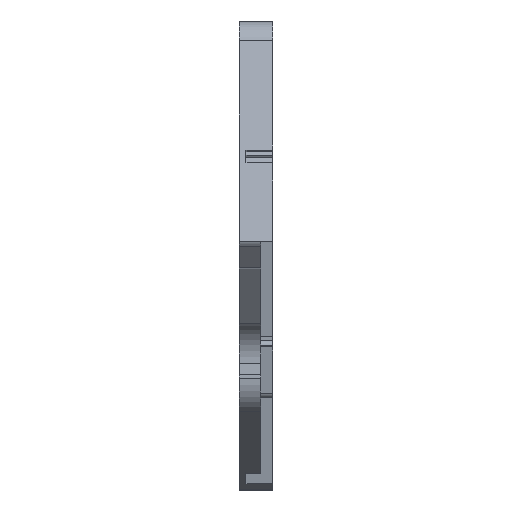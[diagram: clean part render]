
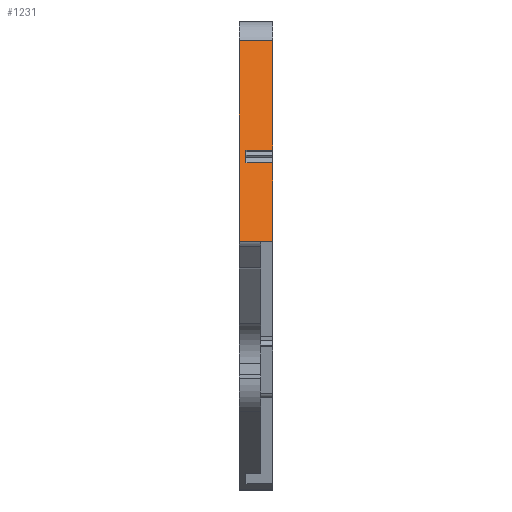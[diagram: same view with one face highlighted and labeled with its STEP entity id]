
A CAD part, top view. The second image highlights one B-rep face of the part: STEP entity #1231.
In plain terms, the highlighted planar face has unit normal (0, 0.287, 0.958).
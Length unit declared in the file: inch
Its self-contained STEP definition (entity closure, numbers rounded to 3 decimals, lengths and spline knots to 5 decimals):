
#1 = DIRECTION ( 'NONE',  ( 0., 0.958, -0.287 ) ) ;
#21 = DIRECTION ( 'NONE',  ( 0., -0.958, 0.287 ) ) ;
#150 = DIRECTION ( 'NONE',  ( -1., 0., 0. ) ) ;
#208 = LINE ( 'NONE', #1876, #3069 ) ;
#249 = EDGE_LOOP ( 'NONE', ( #939, #1720, #848, #1794, #2761, #3860, #1122, #3459 ) ) ;
#331 = CARTESIAN_POINT ( 'NONE',  ( 0.5, -1.15378, -3.85259 ) ) ;
#334 = LINE ( 'NONE', #4097, #2173 ) ;
#368 = DIRECTION ( 'NONE',  ( 0., 0.958, -0.287 ) ) ;
#566 = PLANE ( 'NONE',  #3422 ) ;
#657 = EDGE_CURVE ( 'NONE', #3207, #4024, #208, .T. ) ;
#702 = VERTEX_POINT ( 'NONE', #958 ) ;
#716 = EDGE_CURVE ( 'NONE', #3357, #3207, #3490, .T. ) ;
#848 = ORIENTED_EDGE ( 'NONE', *, *, #716, .T. ) ;
#939 = ORIENTED_EDGE ( 'NONE', *, *, #2975, .F. ) ;
#958 = CARTESIAN_POINT ( 'NONE',  ( 0., 24.07936, -11.40946 ) ) ;
#1122 = ORIENTED_EDGE ( 'NONE', *, *, #3656, .T. ) ;
#1180 = VERTEX_POINT ( 'NONE', #1906 ) ;
#1193 = VECTOR ( 'NONE', #150, 39.37008 ) ;
#1231 = ADVANCED_FACE ( 'NONE', ( #3532 ), #566, .T. ) ;
#1279 = CARTESIAN_POINT ( 'NONE',  ( 0.5, 21.0685, -10.50776 ) ) ;
#1430 = EDGE_CURVE ( 'NONE', #4024, #4365, #3917, .T. ) ;
#1663 = CARTESIAN_POINT ( 'NONE',  ( 0.5, 24.07936, -11.40946 ) ) ;
#1720 = ORIENTED_EDGE ( 'NONE', *, *, #2193, .F. ) ;
#1794 = ORIENTED_EDGE ( 'NONE', *, *, #657, .T. ) ;
#1876 = CARTESIAN_POINT ( 'NONE',  ( 0.5, 22.24811, -10.86103 ) ) ;
#1906 = CARTESIAN_POINT ( 'NONE',  ( 0., 21.0685, -10.50776 ) ) ;
#1960 = LINE ( 'NONE', #4145, #3484 ) ;
#2011 = VECTOR ( 'NONE', #368, 39.37008 ) ;
#2085 = LINE ( 'NONE', #2186, #1193 ) ;
#2173 = VECTOR ( 'NONE', #3673, 39.37008 ) ;
#2186 = CARTESIAN_POINT ( 'NONE',  ( 0.5, 21.0685, -10.50776 ) ) ;
#2193 = EDGE_CURVE ( 'NONE', #3357, #1180, #2085, .T. ) ;
#2452 = CARTESIAN_POINT ( 'NONE',  ( 0.5, -1.15378, -3.85259 ) ) ;
#2490 = DIRECTION ( 'NONE',  ( -1., 0., 0. ) ) ;
#2541 = CARTESIAN_POINT ( 'NONE',  ( 0.5, -1.15378, -3.85259 ) ) ;
#2629 = DIRECTION ( 'NONE',  ( -1., 0., 0. ) ) ;
#2682 = EDGE_CURVE ( 'NONE', #3935, #702, #4186, .T. ) ;
#2761 = ORIENTED_EDGE ( 'NONE', *, *, #1430, .T. ) ;
#2932 = CARTESIAN_POINT ( 'NONE',  ( 0.5, 22.44046, -10.91864 ) ) ;
#2957 = CARTESIAN_POINT ( 'NONE',  ( 0.5, 24.07936, -11.40946 ) ) ;
#2975 = EDGE_CURVE ( 'NONE', #1180, #702, #1960, .T. ) ;
#3060 = VECTOR ( 'NONE', #4040, 39.37008 ) ;
#3069 = VECTOR ( 'NONE', #2490, 39.37008 ) ;
#3206 = CARTESIAN_POINT ( 'NONE',  ( 0.1, 22.24811, -10.86103 ) ) ;
#3207 = VERTEX_POINT ( 'NONE', #3603 ) ;
#3327 = CARTESIAN_POINT ( 'NONE',  ( 0.1, 22.44046, -10.91864 ) ) ;
#3357 = VERTEX_POINT ( 'NONE', #1279 ) ;
#3371 = DIRECTION ( 'NONE',  ( 0., 0.287, 0.958 ) ) ;
#3422 = AXIS2_PLACEMENT_3D ( 'NONE', #2541, #3371, #21 ) ;
#3442 = DIRECTION ( 'NONE',  ( 0., 0.958, -0.287 ) ) ;
#3459 = ORIENTED_EDGE ( 'NONE', *, *, #2682, .T. ) ;
#3484 = VECTOR ( 'NONE', #1, 39.37008 ) ;
#3490 = LINE ( 'NONE', #2452, #2011 ) ;
#3532 = FACE_OUTER_BOUND ( 'NONE', #249, .T. ) ;
#3560 = VECTOR ( 'NONE', #3442, 39.37008 ) ;
#3603 = CARTESIAN_POINT ( 'NONE',  ( 0.5, 22.24811, -10.86103 ) ) ;
#3656 = EDGE_CURVE ( 'NONE', #4053, #3935, #4366, .T. ) ;
#3673 = DIRECTION ( 'NONE',  ( -1., 0., 0. ) ) ;
#3860 = ORIENTED_EDGE ( 'NONE', *, *, #4329, .F. ) ;
#3917 = LINE ( 'NONE', #4357, #3560 ) ;
#3935 = VERTEX_POINT ( 'NONE', #2957 ) ;
#4024 = VERTEX_POINT ( 'NONE', #3206 ) ;
#4040 = DIRECTION ( 'NONE',  ( 0., 0.958, -0.287 ) ) ;
#4053 = VERTEX_POINT ( 'NONE', #2932 ) ;
#4097 = CARTESIAN_POINT ( 'NONE',  ( 0.5, 22.44046, -10.91864 ) ) ;
#4145 = CARTESIAN_POINT ( 'NONE',  ( 0., -1.15378, -3.85259 ) ) ;
#4186 = LINE ( 'NONE', #1663, #4358 ) ;
#4329 = EDGE_CURVE ( 'NONE', #4053, #4365, #334, .T. ) ;
#4357 = CARTESIAN_POINT ( 'NONE',  ( 0.1, -1.15378, -3.85259 ) ) ;
#4358 = VECTOR ( 'NONE', #2629, 39.37008 ) ;
#4365 = VERTEX_POINT ( 'NONE', #3327 ) ;
#4366 = LINE ( 'NONE', #331, #3060 ) ;
